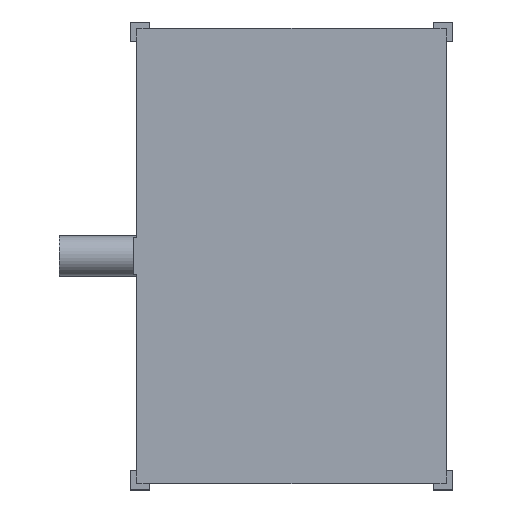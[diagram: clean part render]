
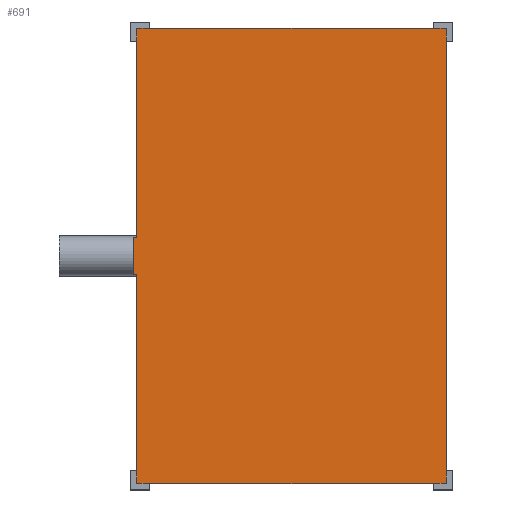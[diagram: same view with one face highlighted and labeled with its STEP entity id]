
A CAD part, top view. The second image highlights one B-rep face of the part: STEP entity #691.
In plain terms, the highlighted planar face has unit normal (0, 0, 1).
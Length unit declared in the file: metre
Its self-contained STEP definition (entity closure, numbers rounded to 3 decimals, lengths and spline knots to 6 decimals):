
#13=LINE('',#966,#109);
#17=LINE('',#975,#113);
#20=LINE('',#981,#116);
#26=LINE('',#997,#122);
#27=LINE('',#999,#123);
#31=LINE('',#1008,#127);
#32=LINE('',#1010,#128);
#33=LINE('',#1011,#129);
#34=LINE('',#1013,#130);
#35=LINE('',#1015,#131);
#36=LINE('',#1016,#132);
#37=LINE('',#1018,#133);
#38=LINE('',#1019,#134);
#39=LINE('',#1021,#135);
#40=LINE('',#1022,#136);
#41=LINE('',#1024,#137);
#109=VECTOR('',#785,1.);
#113=VECTOR('',#791,1.);
#116=VECTOR('',#796,1.);
#122=VECTOR('',#806,1.);
#123=VECTOR('',#809,1.);
#127=VECTOR('',#815,1.);
#128=VECTOR('',#816,1.);
#129=VECTOR('',#817,1.);
#130=VECTOR('',#818,1.);
#131=VECTOR('',#819,1.);
#132=VECTOR('',#820,1.);
#133=VECTOR('',#821,1.);
#134=VECTOR('',#822,1.);
#135=VECTOR('',#823,1.);
#136=VECTOR('',#824,1.);
#137=VECTOR('',#825,1.);
#225=ORIENTED_EDGE('',*,*,#425,.F.);
#226=ORIENTED_EDGE('',*,*,#426,.T.);
#227=ORIENTED_EDGE('',*,*,#406,.T.);
#228=ORIENTED_EDGE('',*,*,#427,.F.);
#229=ORIENTED_EDGE('',*,*,#428,.T.);
#230=ORIENTED_EDGE('',*,*,#429,.T.);
#231=ORIENTED_EDGE('',*,*,#420,.T.);
#232=ORIENTED_EDGE('',*,*,#430,.T.);
#233=ORIENTED_EDGE('',*,*,#431,.T.);
#234=ORIENTED_EDGE('',*,*,#410,.T.);
#235=ORIENTED_EDGE('',*,*,#432,.T.);
#236=ORIENTED_EDGE('',*,*,#433,.F.);
#237=ORIENTED_EDGE('',*,*,#413,.F.);
#238=ORIENTED_EDGE('',*,*,#434,.F.);
#239=ORIENTED_EDGE('',*,*,#435,.F.);
#240=ORIENTED_EDGE('',*,*,#421,.F.);
#406=EDGE_CURVE('',#507,#505,#13,.T.);
#410=EDGE_CURVE('',#511,#509,#17,.T.);
#413=EDGE_CURVE('',#513,#514,#20,.T.);
#420=EDGE_CURVE('',#518,#520,#26,.T.);
#421=EDGE_CURVE('',#521,#522,#27,.T.);
#425=EDGE_CURVE('',#525,#521,#31,.T.);
#426=EDGE_CURVE('',#525,#507,#32,.T.);
#427=EDGE_CURVE('',#526,#505,#33,.T.);
#428=EDGE_CURVE('',#526,#527,#34,.T.);
#429=EDGE_CURVE('',#527,#518,#35,.T.);
#430=EDGE_CURVE('',#520,#528,#36,.T.);
#431=EDGE_CURVE('',#528,#511,#37,.T.);
#432=EDGE_CURVE('',#509,#529,#38,.T.);
#433=EDGE_CURVE('',#514,#529,#39,.T.);
#434=EDGE_CURVE('',#530,#513,#40,.T.);
#435=EDGE_CURVE('',#522,#530,#41,.T.);
#505=VERTEX_POINT('',#964);
#507=VERTEX_POINT('',#967);
#509=VERTEX_POINT('',#973);
#511=VERTEX_POINT('',#976);
#513=VERTEX_POINT('',#982);
#514=VERTEX_POINT('',#983);
#518=VERTEX_POINT('',#992);
#520=VERTEX_POINT('',#996);
#521=VERTEX_POINT('',#1000);
#522=VERTEX_POINT('',#1001);
#525=VERTEX_POINT('',#1009);
#526=VERTEX_POINT('',#1012);
#527=VERTEX_POINT('',#1014);
#528=VERTEX_POINT('',#1017);
#529=VERTEX_POINT('',#1020);
#530=VERTEX_POINT('',#1023);
#578=EDGE_LOOP('',(#225,#226,#227,#228,#229,#230,#231,#232,#233,#234,#235,
#236,#237,#238,#239,#240));
#616=FACE_BOUND('',#578,.T.);
#654=PLANE('',#744);
#691=ADVANCED_FACE('',(#616),#654,.T.);
#744=AXIS2_PLACEMENT_3D('',#1007,#813,#814);
#785=DIRECTION('',(0.,-1.,0.));
#791=DIRECTION('',(1.,0.,0.));
#796=DIRECTION('',(0.,-1.,0.));
#806=DIRECTION('',(0.,-1.,0.));
#809=DIRECTION('',(1.,0.,0.));
#813=DIRECTION('',(0.,0.,1.));
#814=DIRECTION('',(1.,0.,0.));
#815=DIRECTION('',(1.,0.,0.));
#816=DIRECTION('',(0.,-1.,0.));
#817=DIRECTION('',(1.,0.,0.));
#818=DIRECTION('',(0.,-1.,0.));
#819=DIRECTION('',(1.,0.,0.));
#820=DIRECTION('',(0.,-1.,0.));
#821=DIRECTION('',(1.,0.,0.));
#822=DIRECTION('',(1.,0.,0.));
#823=DIRECTION('',(0.,-1.,0.));
#824=DIRECTION('',(0.,-1.,0.));
#825=DIRECTION('',(1.,0.,0.));
#964=CARTESIAN_POINT('',(0.,-0.064882,0.006));
#966=CARTESIAN_POINT('',(0.,-0.0705,0.006));
#967=CARTESIAN_POINT('',(0.,-0.004,0.006));
#973=CARTESIAN_POINT('',(0.092,-0.141,0.006));
#975=CARTESIAN_POINT('',(0.002,-0.141,0.006));
#976=CARTESIAN_POINT('',(0.004,-0.141,0.006));
#981=CARTESIAN_POINT('',(0.096,-0.002,0.006));
#982=CARTESIAN_POINT('',(0.096,-0.004,0.006));
#983=CARTESIAN_POINT('',(0.096,-0.137,0.006));
#992=CARTESIAN_POINT('',(0.,-0.076118,0.006));
#996=CARTESIAN_POINT('',(0.,-0.137,0.006));
#997=CARTESIAN_POINT('',(0.,-0.0705,0.006));
#999=CARTESIAN_POINT('',(0.094,0.,0.006));
#1000=CARTESIAN_POINT('',(0.004,0.,0.006));
#1001=CARTESIAN_POINT('',(0.092,0.,0.006));
#1007=CARTESIAN_POINT('',(0.048,-0.0705,0.006));
#1008=CARTESIAN_POINT('',(0.094,0.,0.006));
#1009=CARTESIAN_POINT('',(0.,0.,0.006));
#1010=CARTESIAN_POINT('',(0.,-0.0705,0.006));
#1011=CARTESIAN_POINT('',(-0.001,-0.064882,0.006));
#1012=CARTESIAN_POINT('',(-0.001,-0.064882,0.006));
#1013=CARTESIAN_POINT('',(-0.001,-0.0705,0.006));
#1014=CARTESIAN_POINT('',(-0.001,-0.076118,0.006));
#1015=CARTESIAN_POINT('',(-0.001,-0.076118,0.006));
#1016=CARTESIAN_POINT('',(0.,-0.0705,0.006));
#1017=CARTESIAN_POINT('',(0.,-0.141,0.006));
#1018=CARTESIAN_POINT('',(0.002,-0.141,0.006));
#1019=CARTESIAN_POINT('',(0.002,-0.141,0.006));
#1020=CARTESIAN_POINT('',(0.096,-0.141,0.006));
#1021=CARTESIAN_POINT('',(0.096,-0.002,0.006));
#1022=CARTESIAN_POINT('',(0.096,-0.002,0.006));
#1023=CARTESIAN_POINT('',(0.096,0.,0.006));
#1024=CARTESIAN_POINT('',(0.094,0.,0.006));
